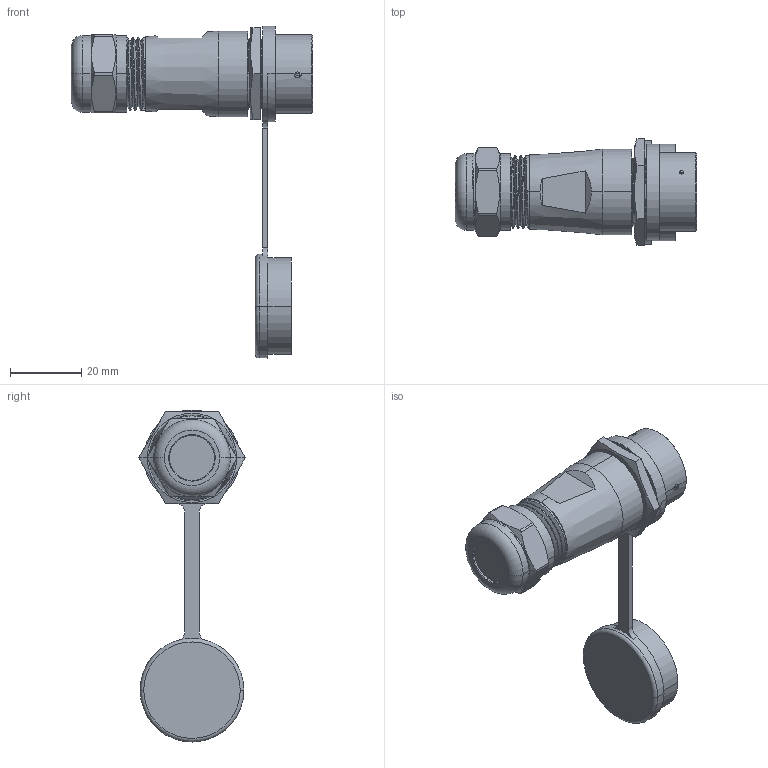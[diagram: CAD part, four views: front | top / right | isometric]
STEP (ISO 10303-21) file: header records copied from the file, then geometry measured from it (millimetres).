
FILE_DESCRIPTION((''),'2;1');
FILE_NAME('SF2011','2022-01-20T',('Administrator'),(''),'CREO PARAMETRIC BY PTC INC, 2016130','CREO PARAMETRIC BY PTC INC, 2016130','');
FILE_SCHEMA(('CONFIG_CONTROL_DESIGN'));
Length unit declared in the file: millimetre
Products named in the file (1): SF2011
Bounding box: 67.5 x 29.79 x 92.9 mm (x, y, z)
Volume: 29724.1 mm3; surface area: 10724.7 mm2
Topology: 1 solids, 7 shells, 173 faces, 469 edges, 317 vertices
Faces by surface type: cylinder 66, plane 56, cone 18, bspline 18, torus 8, sphere 6, extrusion 1
Entity records: 9913 total; most frequent: CARTESIAN_POINT 5634, ORIENTED_EDGE 928, DIRECTION 809, EDGE_CURVE 464, AXIS2_PLACEMENT_3D 335, VERTEX_POINT 317, EDGE_LOOP 197, CIRCLE 181
